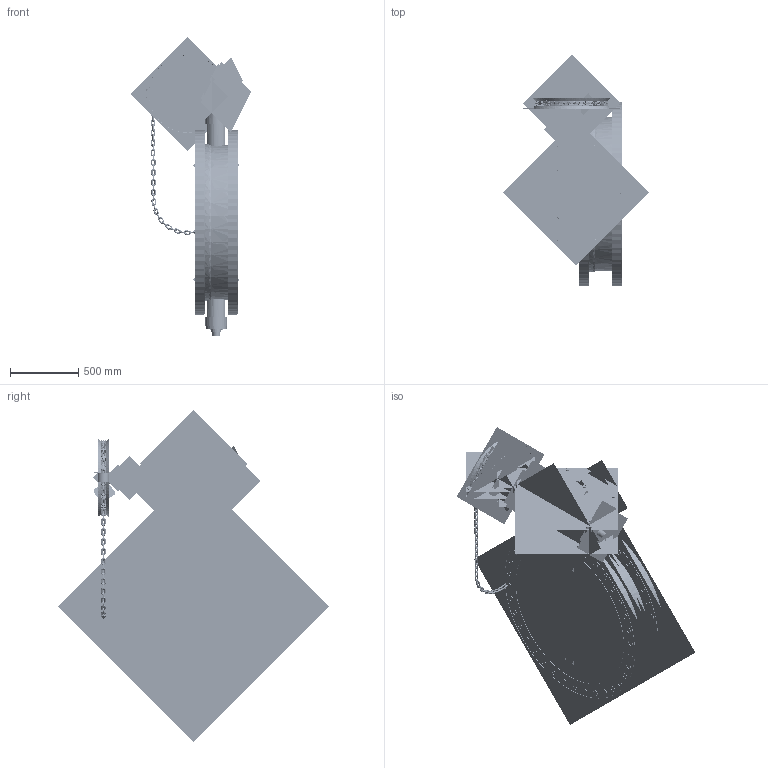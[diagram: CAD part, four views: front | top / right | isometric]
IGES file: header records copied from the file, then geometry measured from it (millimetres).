
Start section:  PTC IGES file: class_250ii_fl_x_fl-42-inch-cha_asm.igs
Global section: file name: class_250ii_fl_x_fl-42-inch-cha_asm.igs; native system: Creo Parametric by Parametric Technology Corporation; preprocessor: 2013050; author: HAPPY; organization: Unknown; date: 20161214.165840; units: inch
Bounding box: 1068.24 x 2007.03 x 2424.75 mm (x, y, z)
Volume: 229629076.8 mm3; surface area: 70492784.4 mm2
Topology: 72 solids, 72 shells, 7682 faces, 41754 edges, 54131 vertices
Faces by surface type: revolution 5958, bspline 1380, extrusion 344
